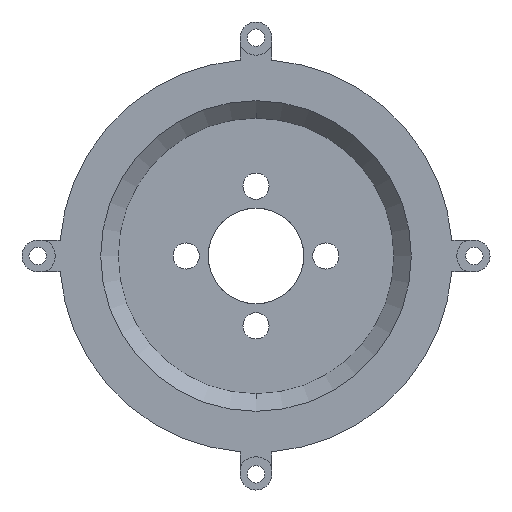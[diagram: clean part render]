
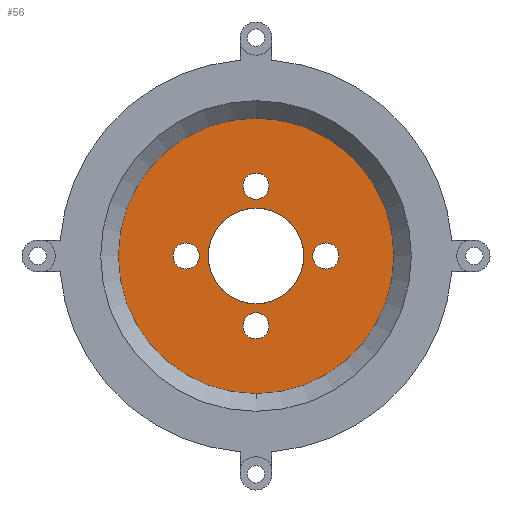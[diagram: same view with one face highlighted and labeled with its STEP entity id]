
A CAD part, front view. The second image highlights one B-rep face of the part: STEP entity #56.
In plain terms, the highlighted planar face has unit normal (0, -1, 0).
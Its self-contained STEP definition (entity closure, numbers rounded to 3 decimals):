
#29 = DIRECTION ( 'NONE',  ( 0., 0., -1. ) ) ;
#45 = FACE_BOUND ( 'NONE', #295, .T. ) ;
#50 = CARTESIAN_POINT ( 'NONE',  ( 0., 15., -6.5 ) ) ;
#56 = ADVANCED_FACE ( 'NONE', ( #1589, #875, #1563, #45, #717, #1393 ), #1223, .T. ) ;
#71 = AXIS2_PLACEMENT_3D ( 'NONE', #2178, #999, #188 ) ;
#92 = EDGE_LOOP ( 'NONE', ( #1429, #1029 ) ) ;
#102 = VERTEX_POINT ( 'NONE', #934 ) ;
#112 = CIRCLE ( 'NONE', #250, 15.788 ) ;
#141 = DIRECTION ( 'NONE',  ( 0., 1., 0. ) ) ;
#168 = CARTESIAN_POINT ( 'NONE',  ( 0., 15., -9.5 ) ) ;
#187 = CIRCLE ( 'NONE', #745, 1.5 ) ;
#188 = DIRECTION ( 'NONE',  ( 0., 0., -1. ) ) ;
#205 = EDGE_CURVE ( 'NONE', #421, #1347, #1090, .T. ) ;
#211 = DIRECTION ( 'NONE',  ( 0., 1., 0. ) ) ;
#215 = CIRCLE ( 'NONE', #1987, 1.5 ) ;
#242 = EDGE_CURVE ( 'NONE', #926, #1467, #215, .T. ) ;
#246 = DIRECTION ( 'NONE',  ( 0., 1., 0. ) ) ;
#250 = AXIS2_PLACEMENT_3D ( 'NONE', #1913, #1230, #29 ) ;
#253 = AXIS2_PLACEMENT_3D ( 'NONE', #2124, #1095, #597 ) ;
#269 = VERTEX_POINT ( 'NONE', #691 ) ;
#271 = DIRECTION ( 'NONE',  ( 0., 0., -1. ) ) ;
#295 = EDGE_LOOP ( 'NONE', ( #733, #993 ) ) ;
#364 = CARTESIAN_POINT ( 'NONE',  ( -8., 15., -1.5 ) ) ;
#366 = AXIS2_PLACEMENT_3D ( 'NONE', #1548, #1869, #1176 ) ;
#376 = DIRECTION ( 'NONE',  ( 0., 0., -1. ) ) ;
#388 = VERTEX_POINT ( 'NONE', #50 ) ;
#421 = VERTEX_POINT ( 'NONE', #714 ) ;
#436 = EDGE_CURVE ( 'NONE', #1898, #1567, #112, .T. ) ;
#496 = AXIS2_PLACEMENT_3D ( 'NONE', #1616, #1464, #767 ) ;
#544 = EDGE_CURVE ( 'NONE', #388, #645, #1670, .T. ) ;
#569 = AXIS2_PLACEMENT_3D ( 'NONE', #932, #588, #1614 ) ;
#588 = DIRECTION ( 'NONE',  ( 0., -1., 0. ) ) ;
#597 = DIRECTION ( 'NONE',  ( 0., 0., -1. ) ) ;
#632 = VERTEX_POINT ( 'NONE', #1845 ) ;
#644 = CIRCLE ( 'NONE', #2170, 5.468 ) ;
#645 = VERTEX_POINT ( 'NONE', #168 ) ;
#691 = CARTESIAN_POINT ( 'NONE',  ( 0., 15., -5.468 ) ) ;
#692 = CARTESIAN_POINT ( 'NONE',  ( 0., 15., 0. ) ) ;
#714 = CARTESIAN_POINT ( 'NONE',  ( -8., 15., 1.5 ) ) ;
#717 = FACE_OUTER_BOUND ( 'NONE', #1279, .T. ) ;
#733 = ORIENTED_EDGE ( 'NONE', *, *, #544, .T. ) ;
#745 = AXIS2_PLACEMENT_3D ( 'NONE', #1599, #2042, #1033 ) ;
#767 = DIRECTION ( 'NONE',  ( 0., 0., -1. ) ) ;
#789 = DIRECTION ( 'NONE',  ( 0., 0., -1. ) ) ;
#850 = CIRCLE ( 'NONE', #1817, 1.5 ) ;
#853 = DIRECTION ( 'NONE',  ( 0., 0., -1. ) ) ;
#875 = FACE_BOUND ( 'NONE', #2157, .T. ) ;
#912 = DIRECTION ( 'NONE',  ( 0., 1., 0. ) ) ;
#920 = ORIENTED_EDGE ( 'NONE', *, *, #436, .T. ) ;
#926 = VERTEX_POINT ( 'NONE', #1711 ) ;
#930 = CARTESIAN_POINT ( 'NONE',  ( 0., 15., 6.5 ) ) ;
#932 = CARTESIAN_POINT ( 'NONE',  ( 0., 15., 0. ) ) ;
#934 = CARTESIAN_POINT ( 'NONE',  ( 0., 15., 5.468 ) ) ;
#960 = ORIENTED_EDGE ( 'NONE', *, *, #1226, .T. ) ;
#961 = AXIS2_PLACEMENT_3D ( 'NONE', #2082, #211, #1428 ) ;
#970 = EDGE_CURVE ( 'NONE', #645, #388, #1098, .T. ) ;
#983 = EDGE_LOOP ( 'NONE', ( #2007, #1010 ) ) ;
#993 = ORIENTED_EDGE ( 'NONE', *, *, #970, .T. ) ;
#997 = EDGE_CURVE ( 'NONE', #632, #1900, #850, .T. ) ;
#999 = DIRECTION ( 'NONE',  ( 0., 1., 0. ) ) ;
#1010 = ORIENTED_EDGE ( 'NONE', *, *, #2174, .F. ) ;
#1029 = ORIENTED_EDGE ( 'NONE', *, *, #1088, .T. ) ;
#1033 = DIRECTION ( 'NONE',  ( 0., 0., -1. ) ) ;
#1034 = ORIENTED_EDGE ( 'NONE', *, *, #242, .T. ) ;
#1088 = EDGE_CURVE ( 'NONE', #1347, #421, #187, .T. ) ;
#1090 = CIRCLE ( 'NONE', #71, 1.5 ) ;
#1095 = DIRECTION ( 'NONE',  ( 0., 1., 0. ) ) ;
#1098 = CIRCLE ( 'NONE', #1314, 1.5 ) ;
#1138 = AXIS2_PLACEMENT_3D ( 'NONE', #1389, #2194, #853 ) ;
#1171 = CIRCLE ( 'NONE', #1138, 15.788 ) ;
#1176 = DIRECTION ( 'NONE',  ( 0., 0., -1. ) ) ;
#1178 = CARTESIAN_POINT ( 'NONE',  ( 0., 15., 8. ) ) ;
#1223 = PLANE ( 'NONE',  #496 ) ;
#1226 = EDGE_CURVE ( 'NONE', #1467, #926, #1780, .T. ) ;
#1230 = DIRECTION ( 'NONE',  ( 0., -1., 0. ) ) ;
#1279 = EDGE_LOOP ( 'NONE', ( #1451, #920 ) ) ;
#1314 = AXIS2_PLACEMENT_3D ( 'NONE', #1813, #246, #271 ) ;
#1328 = EDGE_CURVE ( 'NONE', #1900, #632, #1853, .T. ) ;
#1347 = VERTEX_POINT ( 'NONE', #364 ) ;
#1389 = CARTESIAN_POINT ( 'NONE',  ( 0., 15., 0. ) ) ;
#1393 = FACE_BOUND ( 'NONE', #983, .T. ) ;
#1400 = DIRECTION ( 'NONE',  ( 0., -1., 0. ) ) ;
#1421 = EDGE_CURVE ( 'NONE', #1567, #1898, #1171, .T. ) ;
#1428 = DIRECTION ( 'NONE',  ( 0., 0., -1. ) ) ;
#1429 = ORIENTED_EDGE ( 'NONE', *, *, #205, .T. ) ;
#1451 = ORIENTED_EDGE ( 'NONE', *, *, #1421, .T. ) ;
#1464 = DIRECTION ( 'NONE',  ( 0., -1., 0. ) ) ;
#1467 = VERTEX_POINT ( 'NONE', #930 ) ;
#1548 = CARTESIAN_POINT ( 'NONE',  ( 8., 15., 0. ) ) ;
#1563 = FACE_BOUND ( 'NONE', #92, .T. ) ;
#1567 = VERTEX_POINT ( 'NONE', #1969 ) ;
#1589 = FACE_BOUND ( 'NONE', #1809, .T. ) ;
#1599 = CARTESIAN_POINT ( 'NONE',  ( -8., 15., 0. ) ) ;
#1614 = DIRECTION ( 'NONE',  ( 0., 0., -1. ) ) ;
#1616 = CARTESIAN_POINT ( 'NONE',  ( 15.788, 15., 0. ) ) ;
#1670 = CIRCLE ( 'NONE', #253, 1.5 ) ;
#1711 = CARTESIAN_POINT ( 'NONE',  ( 0., 15., 9.5 ) ) ;
#1780 = CIRCLE ( 'NONE', #961, 1.5 ) ;
#1809 = EDGE_LOOP ( 'NONE', ( #1889, #1907 ) ) ;
#1813 = CARTESIAN_POINT ( 'NONE',  ( 0., 15., -8. ) ) ;
#1817 = AXIS2_PLACEMENT_3D ( 'NONE', #1958, #912, #789 ) ;
#1845 = CARTESIAN_POINT ( 'NONE',  ( 8., 15., 1.5 ) ) ;
#1853 = CIRCLE ( 'NONE', #366, 1.5 ) ;
#1869 = DIRECTION ( 'NONE',  ( 0., 1., 0. ) ) ;
#1889 = ORIENTED_EDGE ( 'NONE', *, *, #997, .T. ) ;
#1898 = VERTEX_POINT ( 'NONE', #2197 ) ;
#1900 = VERTEX_POINT ( 'NONE', #2030 ) ;
#1907 = ORIENTED_EDGE ( 'NONE', *, *, #1328, .T. ) ;
#1913 = CARTESIAN_POINT ( 'NONE',  ( 0., 15., 0. ) ) ;
#1958 = CARTESIAN_POINT ( 'NONE',  ( 8., 15., 0. ) ) ;
#1969 = CARTESIAN_POINT ( 'NONE',  ( 0., 15., -15.788 ) ) ;
#1987 = AXIS2_PLACEMENT_3D ( 'NONE', #1178, #141, #2196 ) ;
#2001 = EDGE_CURVE ( 'NONE', #269, #102, #644, .T. ) ;
#2007 = ORIENTED_EDGE ( 'NONE', *, *, #2001, .F. ) ;
#2030 = CARTESIAN_POINT ( 'NONE',  ( 8., 15., -1.5 ) ) ;
#2042 = DIRECTION ( 'NONE',  ( 0., 1., 0. ) ) ;
#2064 = CIRCLE ( 'NONE', #569, 5.468 ) ;
#2082 = CARTESIAN_POINT ( 'NONE',  ( 0., 15., 8. ) ) ;
#2124 = CARTESIAN_POINT ( 'NONE',  ( 0., 15., -8. ) ) ;
#2157 = EDGE_LOOP ( 'NONE', ( #1034, #960 ) ) ;
#2170 = AXIS2_PLACEMENT_3D ( 'NONE', #692, #1400, #376 ) ;
#2174 = EDGE_CURVE ( 'NONE', #102, #269, #2064, .T. ) ;
#2178 = CARTESIAN_POINT ( 'NONE',  ( -8., 15., 0. ) ) ;
#2194 = DIRECTION ( 'NONE',  ( 0., -1., 0. ) ) ;
#2196 = DIRECTION ( 'NONE',  ( 0., 0., -1. ) ) ;
#2197 = CARTESIAN_POINT ( 'NONE',  ( 0., 15., 15.788 ) ) ;
